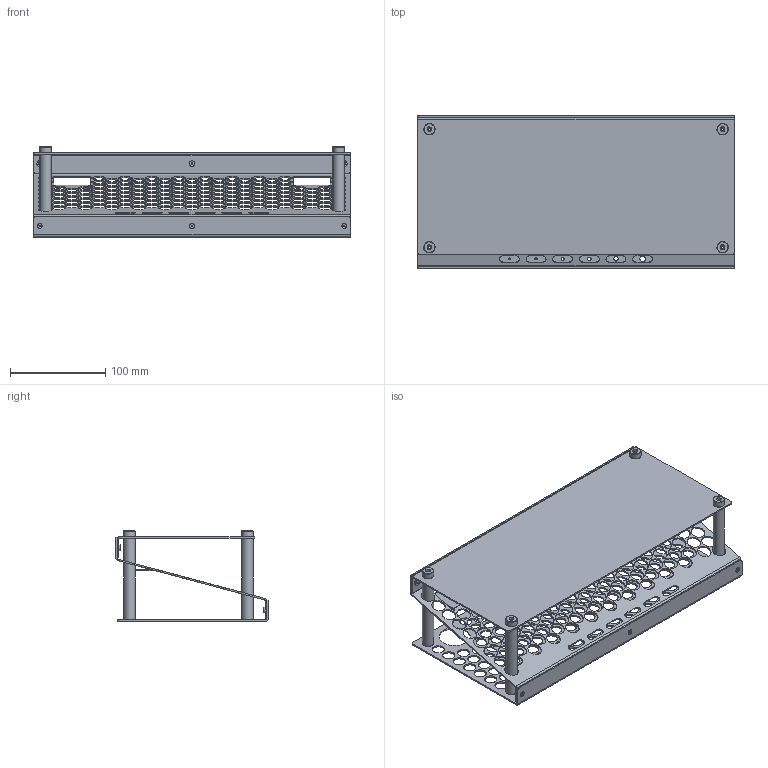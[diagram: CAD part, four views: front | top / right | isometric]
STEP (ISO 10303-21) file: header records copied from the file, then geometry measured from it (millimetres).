
FILE_DESCRIPTION (( 'STEP AP214' ), '1' );
FILE_NAME ('OMFR95A.STEP', '2020-12-28T02:38:41', ( '' ), ( '' ), 'SwSTEP 2.0', 'SolidWorks 2018', '' );
FILE_SCHEMA (( 'AUTOMOTIVE_DESIGN' ));
Length unit declared in the file: millimetre
Products named in the file (1): OMFR95A
Bounding box: 333 x 160.25 x 94.94 mm (x, y, z)
Surface area: 287474.4 mm2 (no closed solid volume)
Topology: 0 solids, 30 shells, 730 faces, 3719 edges, 2978 vertices
Faces by surface type: cylinder 434, plane 226, bspline 45, torus 16, cone 9
Full cylindrical faces by diameter (mm): 1.9 x1, 2.4 x1, 3 x1, 3.7 x1, 4.8 x1, 5 x13, 5.8 x1, 6 x5, 12 x8, 12.8 x168, 14.6 x172, 32.5 x2
Entity records: 49533 total; most frequent: CARTESIAN_POINT 14796, DIRECTION 4699, ORIENTED_EDGE 4441, EDGE_CURVE 3146, VERTEX_POINT 2804, EDGE_LOOP 1945, AXIS2_PLACEMENT_3D 1634, LINE 1431
